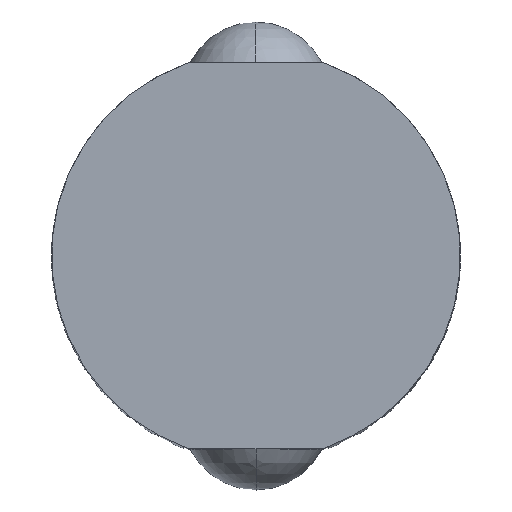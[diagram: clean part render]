
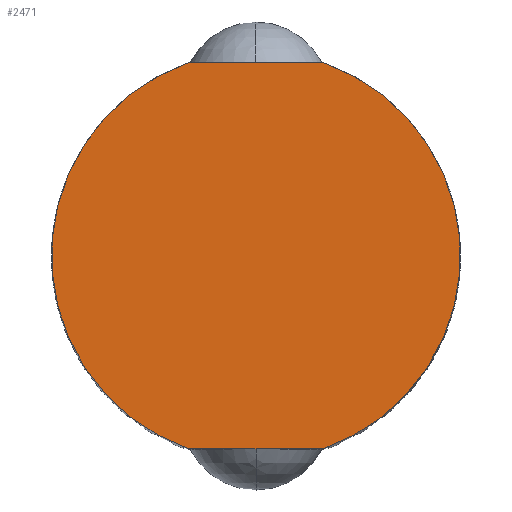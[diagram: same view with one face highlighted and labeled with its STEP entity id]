
A CAD part, top view. The second image highlights one B-rep face of the part: STEP entity #2471.
In plain terms, the highlighted planar face has unit normal (0, 0, 1).
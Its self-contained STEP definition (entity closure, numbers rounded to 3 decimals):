
#1317=EDGE_CURVE('',#2781,#1503,#3536,.T.);
#1479=VERTEX_POINT('',#3708);
#1503=VERTEX_POINT('',#3736);
#1925=EDGE_CURVE('',#1479,#2781,#4194,.T.);
#2177=EDGE_CURVE('',#2547,#1479,#4468,.T.);
#2471=ADVANCED_FACE('',(#4791),#4792,.T.);
#2547=VERTEX_POINT('',#4876);
#2781=VERTEX_POINT('',#5132);
#3187=EDGE_CURVE('',#1503,#2547,#5575,.T.);
#3536=LINE('',#6063,#6064);
#3708=CARTESIAN_POINT('',(-2.958,8.5,40.0));
#3736=CARTESIAN_POINT('',(2.958,-8.5,40.0));
#4194=CIRCLE('',#7197,9.0);
#4468=LINE('',#7664,#7665);
#4791=FACE_OUTER_BOUND('',#8181,.T.);
#4792=PLANE('',#8182);
#4876=CARTESIAN_POINT('',(2.958,8.5,40.0));
#5132=CARTESIAN_POINT('',(-2.958,-8.5,40.0));
#5575=CIRCLE('',#9463,9.0);
#6063=CARTESIAN_POINT('',(1.479,-8.5,40.0));
#6064=VECTOR('',#9954,1.0);
#7197=AXIS2_PLACEMENT_3D('',#10587,#10588,#10589);
#7664=CARTESIAN_POINT('',(-1.479,8.5,40.0));
#7665=VECTOR('',#10858,1.0);
#8181=EDGE_LOOP('',(#11192,#11193,#11194,#11195));
#8182=AXIS2_PLACEMENT_3D('',#11196,#11197,#11198);
#9463=AXIS2_PLACEMENT_3D('',#12158,#12159,#12160);
#9954=DIRECTION('',(1.0,0.0,0.));
#10587=CARTESIAN_POINT('',(0.,0.,40.0));
#10588=DIRECTION('',(0.,0.,1.0));
#10589=DIRECTION('',(0.,1.0,0.));
#10858=DIRECTION('',(-1.0,0.0,0.));
#11192=ORIENTED_EDGE('',*,*,#1925,.T.);
#11193=ORIENTED_EDGE('',*,*,#1317,.T.);
#11194=ORIENTED_EDGE('',*,*,#3187,.T.);
#11195=ORIENTED_EDGE('',*,*,#2177,.T.);
#11196=CARTESIAN_POINT('',(0.,4.5,40.0));
#11197=DIRECTION('',(0.,0.,1.0));
#11198=DIRECTION('',(0.,1.0,0.0));
#12158=CARTESIAN_POINT('',(0.,0.,40.0));
#12159=DIRECTION('',(0.,0.,1.0));
#12160=DIRECTION('',(0.,1.0,0.));
